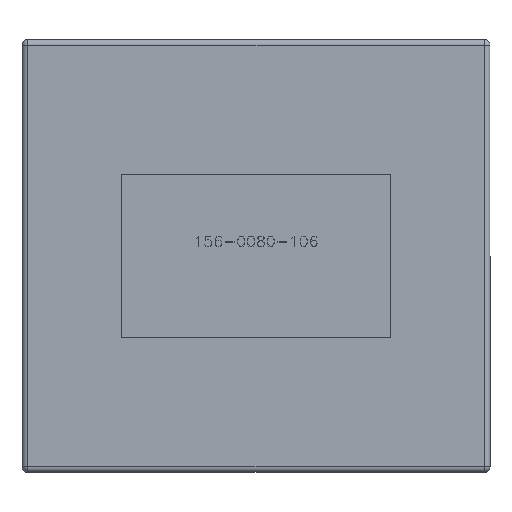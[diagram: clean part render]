
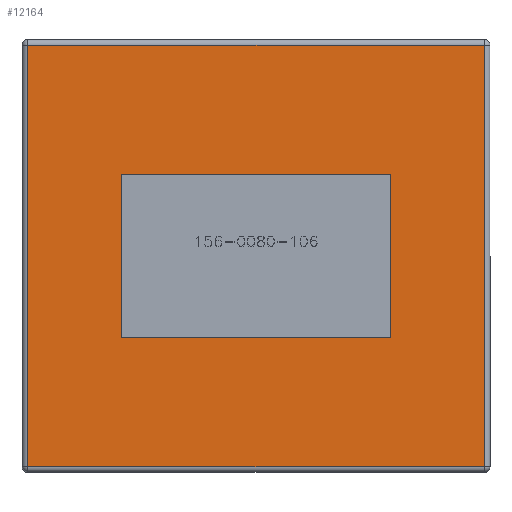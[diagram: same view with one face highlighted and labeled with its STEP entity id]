
A CAD part, front view. The second image highlights one B-rep face of the part: STEP entity #12164.
In plain terms, the highlighted planar face has unit normal (0, -1, 0).
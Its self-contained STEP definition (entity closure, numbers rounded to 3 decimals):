
#11477=CARTESIAN_POINT('',(-46.,0.0,-28.015));
#11478=VERTEX_POINT('',#11477);
#11479=CARTESIAN_POINT('',(-46.,0.0,28.015));
#11480=VERTEX_POINT('',#11479);
#11481=CARTESIAN_POINT('',(-46.,0.0,-28.015));
#11482=DIRECTION('',(0.0,0.0,1.0));
#11483=VECTOR('',#11482,56.03);
#11484=LINE('',#11481,#11483);
#11485=EDGE_CURVE('',#11478,#11480,#11484,.T.);
#11510=CARTESIAN_POINT('',(46.,0.0,-28.015));
#11511=VERTEX_POINT('',#11510);
#11512=CARTESIAN_POINT('',(46.,0.0,-28.015));
#11513=DIRECTION('',(-1.0,0.0,0.0));
#11514=VECTOR('',#11513,92.0);
#11515=LINE('',#11512,#11514);
#11516=EDGE_CURVE('',#11511,#11478,#11515,.T.);
#11532=CARTESIAN_POINT('',(46.,0.0,28.015));
#11533=VERTEX_POINT('',#11532);
#11534=CARTESIAN_POINT('',(46.,0.0,28.015));
#11535=DIRECTION('',(0.0,0.0,-1.0));
#11536=VECTOR('',#11535,56.03);
#11537=LINE('',#11534,#11536);
#11538=EDGE_CURVE('',#11533,#11511,#11537,.T.);
#11558=CARTESIAN_POINT('',(-46.,0.0,28.015));
#11559=DIRECTION('',(1.0,0.0,0.0));
#11560=VECTOR('',#11559,92.0);
#11561=LINE('',#11558,#11560);
#11562=EDGE_CURVE('',#11480,#11533,#11561,.T.);
#11668=CARTESIAN_POINT('',(78.0,0.0,-72.0));
#11669=VERTEX_POINT('',#11668);
#11782=CARTESIAN_POINT('',(78.,0.0,72.0));
#11783=VERTEX_POINT('',#11782);
#11808=CARTESIAN_POINT('',(-78.,0.0,-72.0));
#11809=VERTEX_POINT('',#11808);
#11852=CARTESIAN_POINT('',(-78.0,0.0,72.0));
#11853=VERTEX_POINT('',#11852);
#11877=CARTESIAN_POINT('',(-78.,0.0,-72.0));
#11878=DIRECTION('',(0.0,0.0,1.0));
#11879=VECTOR('',#11878,144.0);
#11880=LINE('',#11877,#11879);
#11881=EDGE_CURVE('',#11809,#11853,#11880,.T.);
#11899=CARTESIAN_POINT('',(-78.0,0.0,72.0));
#11900=DIRECTION('',(1.0,0.0,0.0));
#11901=VECTOR('',#11900,156.0);
#11902=LINE('',#11899,#11901);
#11903=EDGE_CURVE('',#11853,#11783,#11902,.T.);
#11965=CARTESIAN_POINT('',(78.0,0.0,-72.0));
#11966=DIRECTION('',(-1.0,0.0,0.0));
#11967=VECTOR('',#11966,156.0);
#11968=LINE('',#11965,#11967);
#11969=EDGE_CURVE('',#11669,#11809,#11968,.T.);
#11987=CARTESIAN_POINT('',(78.,0.0,72.0));
#11988=DIRECTION('',(0.0,0.0,-1.0));
#11989=VECTOR('',#11988,144.0);
#11990=LINE('',#11987,#11989);
#11991=EDGE_CURVE('',#11783,#11669,#11990,.T.);
#12147=CARTESIAN_POINT('',(0.,0.0,0.));
#12148=DIRECTION('',(0.0,1.0,0.0));
#12149=DIRECTION('',(0.0,0.0,1.0));
#12150=AXIS2_PLACEMENT_3D('',#12147,#12148,#12149);
#12151=PLANE('',#12150);
#12152=ORIENTED_EDGE('',*,*,#11881,.F.);
#12153=ORIENTED_EDGE('',*,*,#11969,.F.);
#12154=ORIENTED_EDGE('',*,*,#11991,.F.);
#12155=ORIENTED_EDGE('',*,*,#11903,.F.);
#12156=EDGE_LOOP('',(#12152,#12153,#12154,#12155));
#12157=FACE_OUTER_BOUND('',#12156,.T.);
#12158=ORIENTED_EDGE('',*,*,#11485,.T.);
#12159=ORIENTED_EDGE('',*,*,#11562,.T.);
#12160=ORIENTED_EDGE('',*,*,#11538,.T.);
#12161=ORIENTED_EDGE('',*,*,#11516,.T.);
#12162=EDGE_LOOP('',(#12158,#12159,#12160,#12161));
#12163=FACE_BOUND('',#12162,.T.);
#12164=ADVANCED_FACE('',(#12157,#12163),#12151,.F.);
